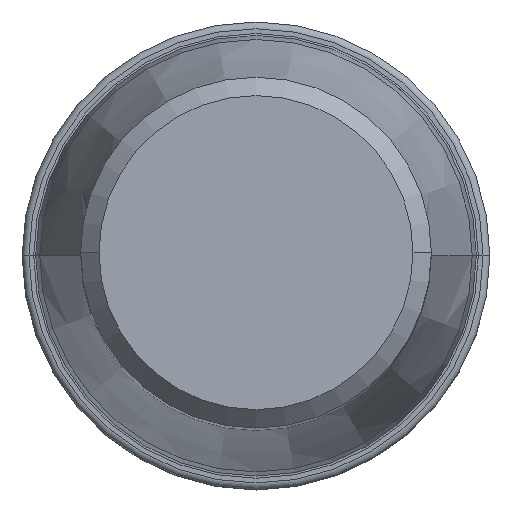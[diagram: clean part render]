
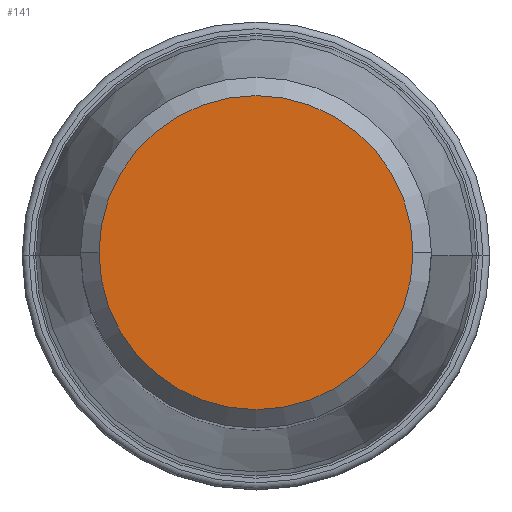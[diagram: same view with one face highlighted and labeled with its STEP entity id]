
A CAD part, top view. The second image highlights one B-rep face of the part: STEP entity #141.
In plain terms, the highlighted planar face has unit normal (0, 0, 1).
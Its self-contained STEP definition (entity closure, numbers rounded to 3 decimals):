
#55=PLANE('',#1313);
#141=ADVANCED_FACE('',(#229),#55,.F.);
#229=FACE_OUTER_BOUND('',#293,.T.);
#293=EDGE_LOOP('',(#576,#577));
#576=ORIENTED_EDGE('',*,*,#803,.T.);
#577=ORIENTED_EDGE('',*,*,#800,.T.);
#660=VERTEX_POINT('',#2115);
#661=VERTEX_POINT('',#2116);
#800=EDGE_CURVE('',#660,#661,#924,.T.);
#803=EDGE_CURVE('',#661,#660,#925,.T.);
#924=CIRCLE('',#1309,8.525);
#925=CIRCLE('',#1311,8.525);
#1309=AXIS2_PLACEMENT_3D('',#2114,#1721,#1722);
#1311=AXIS2_PLACEMENT_3D('',#2120,#1727,#1728);
#1313=AXIS2_PLACEMENT_3D('',#2122,#1731,#1732);
#1721=DIRECTION('',(0.,0.,1.));
#1722=DIRECTION('',(1.,0.,0.));
#1727=DIRECTION('',(0.,0.,1.));
#1728=DIRECTION('',(-1.,0.,0.));
#1731=DIRECTION('',(0.,0.,-1.));
#1732=DIRECTION('',(1.,0.,0.));
#2114=CARTESIAN_POINT('',(0.,0.,0.));
#2115=CARTESIAN_POINT('',(8.525,0.,0.));
#2116=CARTESIAN_POINT('',(-8.525,0.,0.));
#2120=CARTESIAN_POINT('',(0.,0.,0.));
#2122=CARTESIAN_POINT('',(0.,0.,0.));
